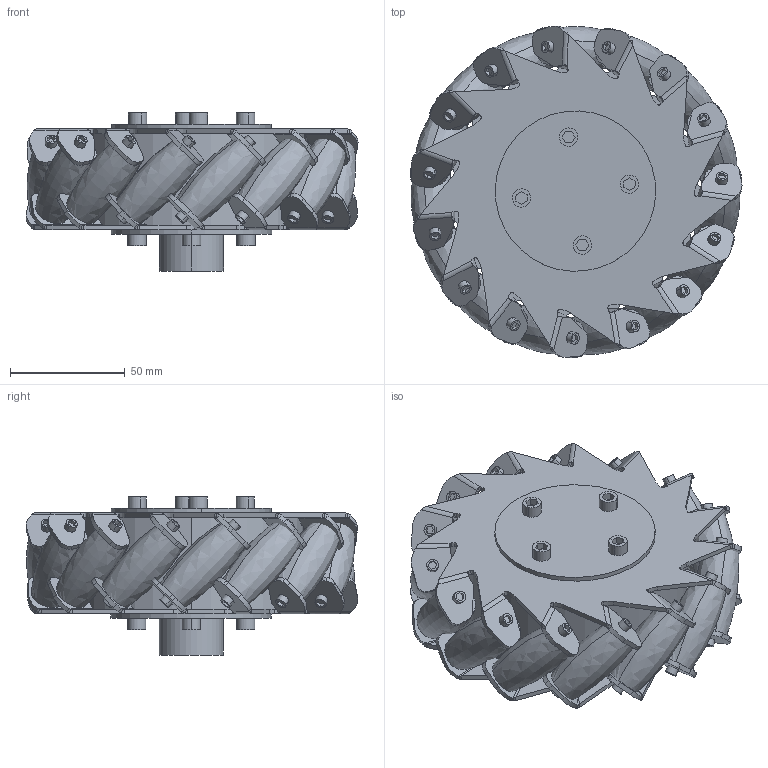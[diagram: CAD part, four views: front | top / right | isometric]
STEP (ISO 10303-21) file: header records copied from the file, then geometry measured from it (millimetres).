
FILE_DESCRIPTION (( 'STEP AP214' ), '1' );
FILE_NAME ('Assembly alternate.STEP', '2023-01-31T13:59:17', ( '' ), ( '' ), 'SwSTEP 2.0', 'SolidWorks 2022', '' );
FILE_SCHEMA (( 'AUTOMOTIVE_DESIGN' ));
Length unit declared in the file: inch
Products named in the file (8): Coupler front; Roller bolt; Assembly alternate; Coupler back; Plate alternate; Rubber_Roller; Coupler bolt; filler
Assembly tree (58 placements, depth 2):
  Assembly alternate
    Plate alternate  x2
    filler
    Coupler back
    Coupler bolt  x8
    Coupler front
    Roller bolt  x30
    Rubber_Roller  x15
Bounding box: 144.88 x 144.7 x 69 mm (x, y, z)
Volume: 502942.6 mm3; surface area: 163041.7 mm2
Topology: 58 solids, 58 shells, 1434 faces, 3480 edges, 2240 vertices
Faces by surface type: plane 662, cylinder 622, bspline 150
Entity records: 15428 total; most frequent: CARTESIAN_POINT 3595, ORIENTED_EDGE 2388, DIRECTION 2328, EDGE_CURVE 1194, AXIS2_PLACEMENT_3D 889, VERTEX_POINT 756, VECTOR 550, LINE 550
